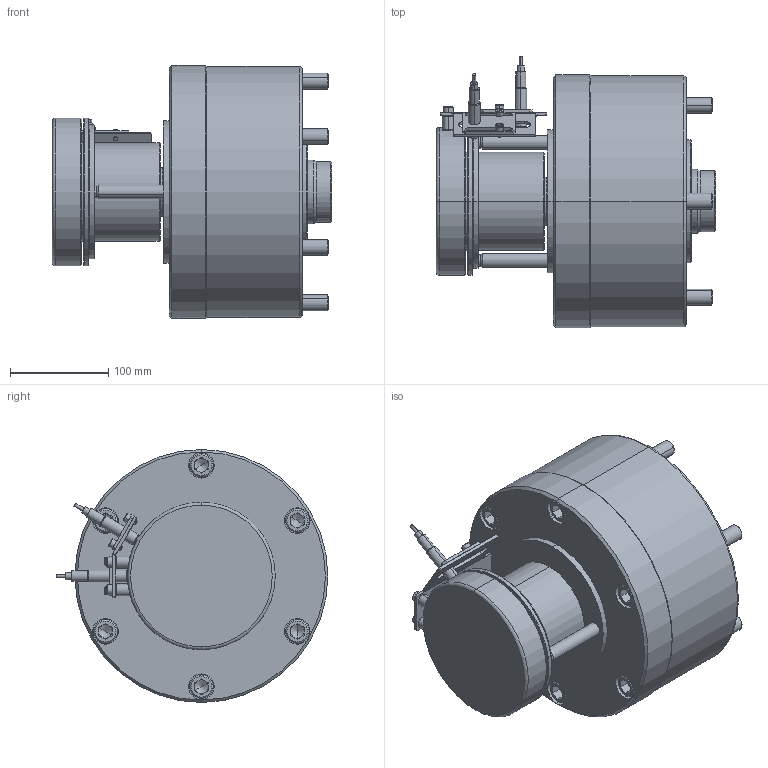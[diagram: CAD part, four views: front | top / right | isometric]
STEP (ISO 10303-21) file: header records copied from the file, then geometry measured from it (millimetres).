
FILE_DESCRIPTION (( 'STEP AP203' ), '1' );
FILE_NAME ('CF-RE-200L.STEP', '2020-08-24T02:50:24', ( '' ), ( '' ), 'SwSTEP 2.0', 'SolidWorks 2016', '' );
FILE_SCHEMA (( 'CONFIG_CONTROL_DESIGN' ));
Length unit declared in the file: millimetre
Products named in the file (15): 圓頭內六角螺栓_M6x30; CF-RE-200L-02000; 圓頭內六角螺栓_M16x145; CF-RE-200KL活塞; CF-RE-200K閥蓋; IFS287(NPN); CF-RE-18-03000; CF-RE-200L; CF-RE-200K閥體; CF-RE-21-01000; RE-200K檢出環; RE-200K檢出導銷; RE-200K檢出定位板; 圓頭內六角螺栓_M5x8; CF-RE-200K閥軸
Assembly tree (27 placements, depth 2):
  CF-RE-200L
    CF-RE-200K閥蓋
    CF-RE-200K閥體
    CF-RE-200K閥軸
    CF-RE-200L-02000
    CF-RE-200KL活塞
    CF-RE-18-03000  x2
    CF-RE-21-01000
    RE-200K檢出環
    RE-200K檢出導銷  x2
    RE-200K檢出定位板  x2
    圓頭內六角螺栓_M5x8  x4
    圓頭內六角螺栓_M6x30  x2
    圓頭內六角螺栓_M16x145  x6
    IFS287(NPN)  x2
Bounding box: 284 x 276.02 x 257 mm (x, y, z)
Volume: 6871427.8 mm3; surface area: 775091.2 mm2
Topology: 27 solids, 27 shells, 709 faces, 1586 edges, 967 vertices
Faces by surface type: plane 292, cylinder 237, cone 166, torus 14
Entity records: 13985 total; most frequent: DIRECTION 2305, CARTESIAN_POINT 2102, ORIENTED_EDGE 1876, EDGE_CURVE 938, AXIS2_PLACEMENT_3D 929, VERTEX_POINT 583, EDGE_LOOP 533, CIRCLE 482
